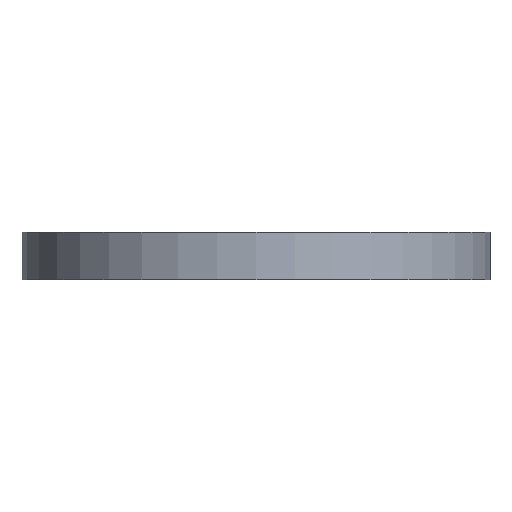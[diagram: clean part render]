
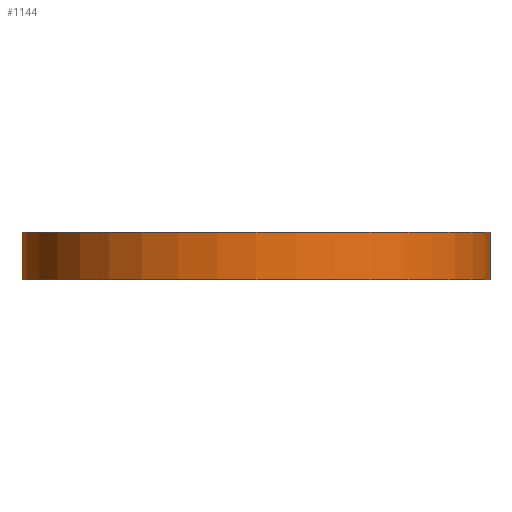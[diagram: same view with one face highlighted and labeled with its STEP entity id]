
A CAD part, front view. The second image highlights one B-rep face of the part: STEP entity #1144.
In plain terms, the highlighted cylindrical face has radius 21.7 mm (diameter 43.4 mm), a partial arc.
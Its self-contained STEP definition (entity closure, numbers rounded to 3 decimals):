
#80=CIRCLE('',#1213,21.7);
#81=CIRCLE('',#1214,21.7);
#135=CYLINDRICAL_SURFACE('',#1212,21.7);
#160=FACE_OUTER_BOUND('',#212,.T.);
#212=EDGE_LOOP('',(#772,#773,#774,#775));
#282=LINE('',#1779,#361);
#290=LINE('',#1797,#369);
#361=VECTOR('',#1379,10.);
#369=VECTOR('',#1393,10.);
#436=VERTEX_POINT('',#1773);
#438=VERTEX_POINT('',#1777);
#443=VERTEX_POINT('',#1793);
#445=VERTEX_POINT('',#1796);
#562=EDGE_CURVE('',#436,#438,#282,.T.);
#570=EDGE_CURVE('',#445,#443,#290,.T.);
#581=EDGE_CURVE('',#438,#445,#80,.T.);
#582=EDGE_CURVE('',#436,#443,#81,.T.);
#772=ORIENTED_EDGE('',*,*,#562,.T.);
#773=ORIENTED_EDGE('',*,*,#581,.T.);
#774=ORIENTED_EDGE('',*,*,#570,.T.);
#775=ORIENTED_EDGE('',*,*,#582,.F.);
#1144=ADVANCED_FACE('',(#160),#135,.T.);
#1212=AXIS2_PLACEMENT_3D('',#1816,#1412,#1413);
#1213=AXIS2_PLACEMENT_3D('',#1817,#1414,#1415);
#1214=AXIS2_PLACEMENT_3D('',#1818,#1416,#1417);
#1379=DIRECTION('',(0.,0.,-1.));
#1393=DIRECTION('',(0.,0.,1.));
#1412=DIRECTION('center_axis',(0.,0.,1.));
#1413=DIRECTION('ref_axis',(1.,0.,0.));
#1414=DIRECTION('center_axis',(0.,0.,1.));
#1415=DIRECTION('ref_axis',(1.,0.,0.));
#1416=DIRECTION('center_axis',(0.,0.,1.));
#1417=DIRECTION('ref_axis',(1.,0.,0.));
#1773=CARTESIAN_POINT('',(-21.677,-1.,4.4));
#1777=CARTESIAN_POINT('',(-21.677,-1.,0.));
#1779=CARTESIAN_POINT('',(-21.677,-1.,0.));
#1793=CARTESIAN_POINT('',(21.677,-1.,4.4));
#1796=CARTESIAN_POINT('',(21.677,-1.,0.));
#1797=CARTESIAN_POINT('',(21.677,-1.,0.));
#1816=CARTESIAN_POINT('Origin',(0.,0.,0.));
#1817=CARTESIAN_POINT('Origin',(0.,0.,0.));
#1818=CARTESIAN_POINT('Origin',(0.,0.,4.4));
